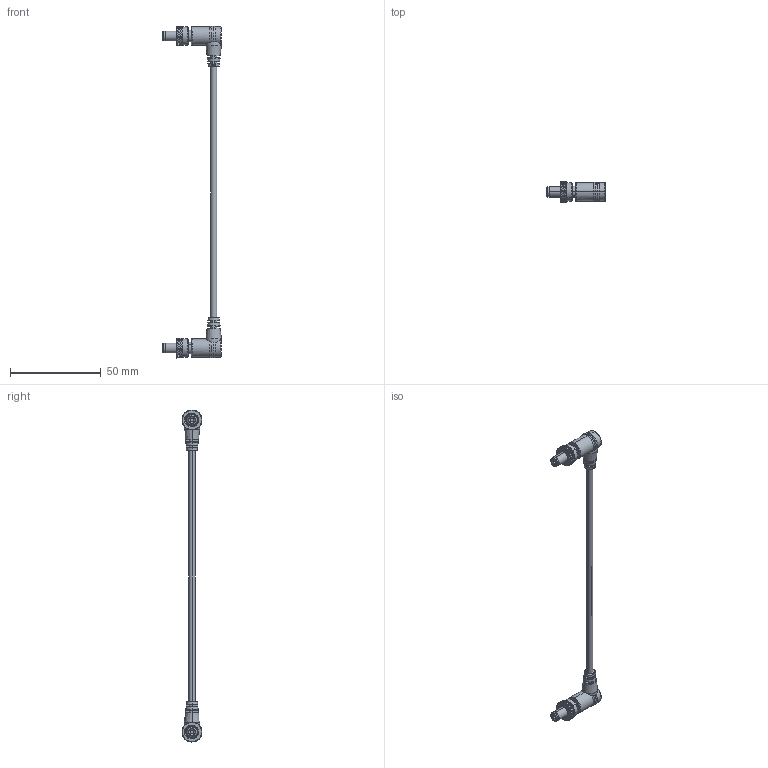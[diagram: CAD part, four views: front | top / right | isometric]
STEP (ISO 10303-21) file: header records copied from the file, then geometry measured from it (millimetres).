
FILE_DESCRIPTION (( 'STEP AP203' ), '1' );
FILE_NAME ('10-00114.step', '2016-09-15T23:31:25', ( '' ), ( '' ), 'SwSTEP 2.0', 'SolidWorks 2015', '' );
FILE_SCHEMA (( 'CONFIG_CONTROL_DESIGN' ));
Length unit declared in the file: millimetre
Products named in the file (10): 50-00010 shell 2; 50-00010 shell; 50-00010 locking ring; 50-00010 insulator; 24-00017; 50-00010; 50-00010 interior shell; 50-00010 pin; 30-00004_blunt cut; 10-00114
Assembly tree (11 placements, depth 3):
  10-00114
    30-00004_blunt cut
    24-00017  x2
    50-00010  x2
      50-00010 insulator
      50-00010 interior shell
      50-00010 locking ring
      50-00010 pin
      50-00010 shell 2
      50-00010 shell
Bounding box: 32.4 x 11 x 183 mm (x, y, z)
Volume: 6226.8 mm3; surface area: 18672.3 mm2
Topology: 98 solids, 98 shells, 3892 faces, 8970 edges, 5308 vertices
Faces by surface type: bspline 1602, plane 1410, cylinder 758, torus 64, cone 58
Entity records: 82606 total; most frequent: CARTESIAN_POINT 42945, ORIENTED_EDGE 9478, DIRECTION 5019, EDGE_CURVE 4739, B_SPLINE_CURVE_WITH_KNOTS 3011, VERTEX_POINT 2826, EDGE_LOOP 2151, FACE_OUTER_BOUND 2116
